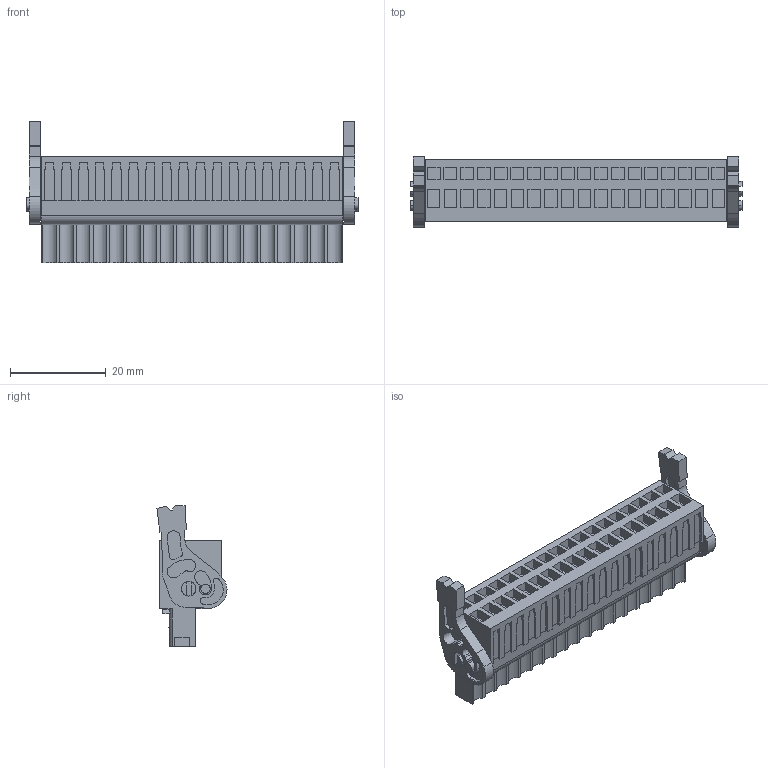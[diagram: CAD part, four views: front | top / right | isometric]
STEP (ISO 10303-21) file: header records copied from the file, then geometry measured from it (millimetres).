
FILE_DESCRIPTION(('CATIA V5 STEP Exchange','CAx-IF Rec.Pracs.--- Model Styling and Organization---1.2---2011-12-15'),'2;1');
FILE_NAME ('D1454640_0_1691960000_1691960000.stp','2017-05-25T10:06:29+00:00',('none'),('Weidmueller'),'CATIA Version 5-6 Release 2014','CATIA V5 STEP AP214','none');
FILE_SCHEMA(('AUTOMOTIVE_DESIGN { 1 0 10303 214 1 1 1 1 }'));
Length unit declared in the file: millimetre
Products named in the file (1): 1691960000
Bounding box: 69.4 x 14.64 x 29.52 mm (x, y, z)
Volume: 12876.9 mm3; surface area: 8404.8 mm2
Topology: 3 solids, 3 shells, 1197 faces, 3352 edges, 2263 vertices
Faces by surface type: plane 1064, cylinder 133
Entity records: 36039 total; most frequent: ORIENTED_EDGE 6704, CARTESIAN_POINT 6341, DIRECTION 4550, EDGE_CURVE 3352, VECTOR 2970, LINE 2970, VERTEX_POINT 2263, EDGE_LOOP 1311
